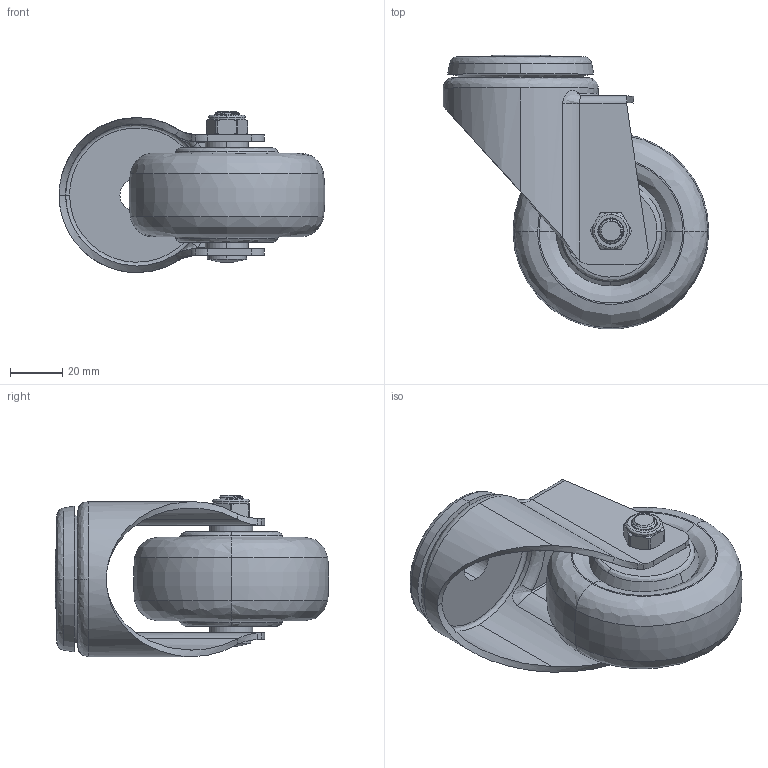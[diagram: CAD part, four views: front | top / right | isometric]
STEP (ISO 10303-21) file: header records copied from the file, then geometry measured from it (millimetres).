
FILE_DESCRIPTION (( 'STEP AP203' ), '1' );
FILE_NAME ('WH-5073-76 3in SWIVEL BOLT HOLE MOUNTING H=104.STEP', '2022-09-22T03:23:54', ( '' ), ( '' ), 'SwSTEP 2.0', 'SolidWorks 2018', '' );
FILE_SCHEMA (( 'CONFIG_CONTROL_DESIGN' ));
Length unit declared in the file: millimetre
Products named in the file (9): 570-33; 570-34; 503-986; 50173; WH-5073-76 3in SWIVEL BOLT HOLE  MOUNTING H=104
Assembly tree (4 placements, depth 2):
  570-33
  570-34
  50173
  WH-5073-76 3in SWIVEL BOLT HOLE  MOUNTING H=104
    50173
    503-986
    570-33
    570-34
  503-986
Bounding box: 101.59 x 104.48 x 61.65 mm (x, y, z)
Volume: 180582.6 mm3; surface area: 44656.5 mm2
Topology: 4 solids, 4 shells, 206 faces, 538 edges, 350 vertices
Faces by surface type: cylinder 67, bspline 60, plane 43, cone 34, torus 2
Entity records: 14829 total; most frequent: CARTESIAN_POINT 9573, ORIENTED_EDGE 1076, DIRECTION 729, EDGE_CURVE 538, VERTEX_POINT 350, AXIS2_PLACEMENT_3D 305, B_SPLINE_CURVE_WITH_KNOTS 235, EDGE_LOOP 224
